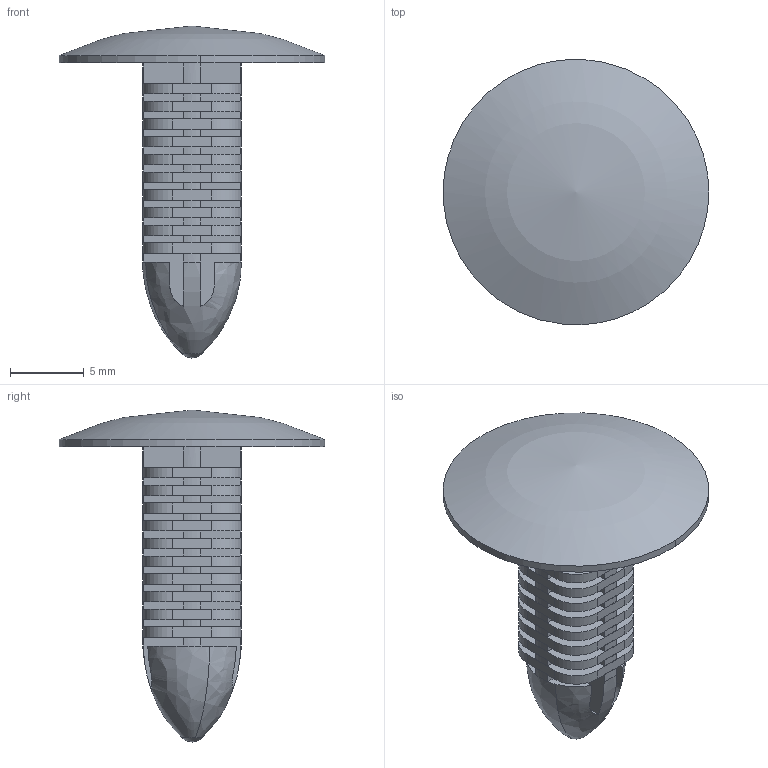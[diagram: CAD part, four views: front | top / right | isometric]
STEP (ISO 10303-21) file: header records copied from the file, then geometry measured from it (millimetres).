
FILE_DESCRIPTION((''),'2;1');
FILE_NAME('','2006-10-06T18:14:59',(''),(''),'','CADfix','');
FILE_SCHEMA(('AUTOMOTIVE_DESIGN'));
Length unit declared in the file: millimetre
Products named in the file (1): fastener
Bounding box: 18 x 17.97 x 22.5 mm (x, y, z)
Volume: 884.1 mm3; surface area: 1586.2 mm2
Topology: 1 solids, 1 shells, 311 faces, 845 edges, 537 vertices
Faces by surface type: bspline 311
Entity records: 9031 total; most frequent: CARTESIAN_POINT 4211, ORIENTED_EDGE 1690, EDGE_CURVE 845, QUASI_UNIFORM_CURVE 562, VERTEX_POINT 537, EDGE_LOOP 312, FACE_OUTER_BOUND 311, ADVANCED_FACE 311
